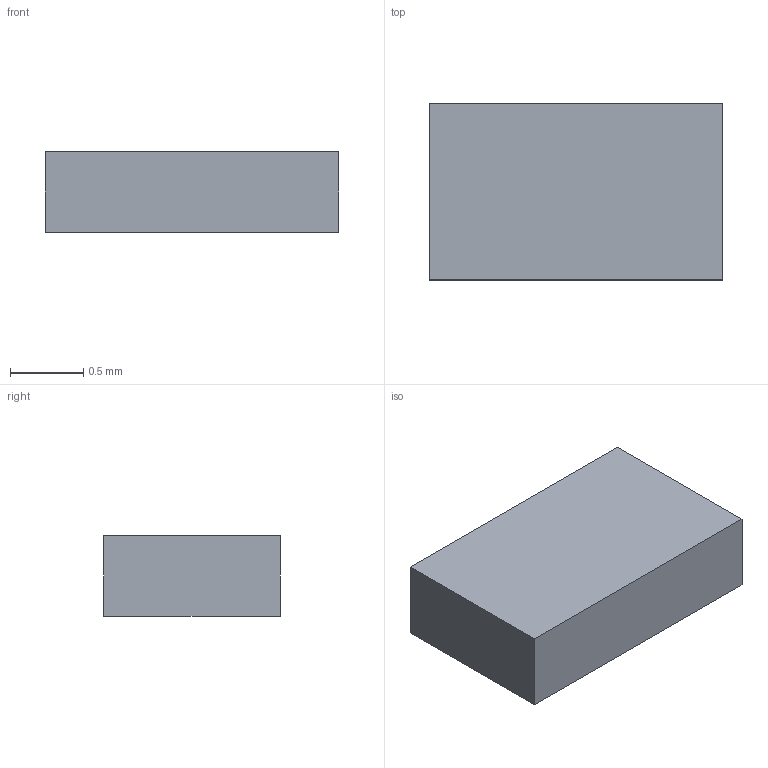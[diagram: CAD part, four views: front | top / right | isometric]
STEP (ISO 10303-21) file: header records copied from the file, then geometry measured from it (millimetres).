
FILE_DESCRIPTION((''),'2;1');
FILE_NAME('1001312','2017-01-20T',('mrodriguez'),(''),'PRO/ENGINEER BY PARAMETRIC TECHNOLOGY CORPORATION, 2011490','PRO/ENGINEER BY PARAMETRIC TECHNOLOGY CORPORATION, 2011490','');
FILE_SCHEMA(('AUTOMOTIVE_DESIGN { 1 0 10303 214 1 1 1 1 }'));
Length unit declared in the file: millimetre
Products named in the file (1): 1001312
Bounding box: 2 x 1.2 x 0.55 mm (x, y, z)
Volume: 1.3 mm3; surface area: 8.3 mm2
Topology: 1 solids, 1 shells, 6 faces, 214 edges, 210 vertices
Faces by surface type: plane 6
Entity records: 2226 total; most frequent: CARTESIAN_POINT 231, DIRECTION 228, PRESENTATION_STYLE_ASSIGNMENT 227, STYLED_ITEM 227, CURVE_STYLE 226, VECTOR 214, LINE 214, TRIMMED_CURVE 202
